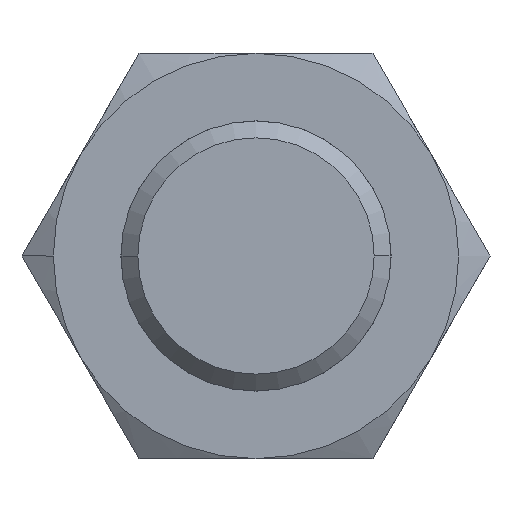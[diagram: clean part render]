
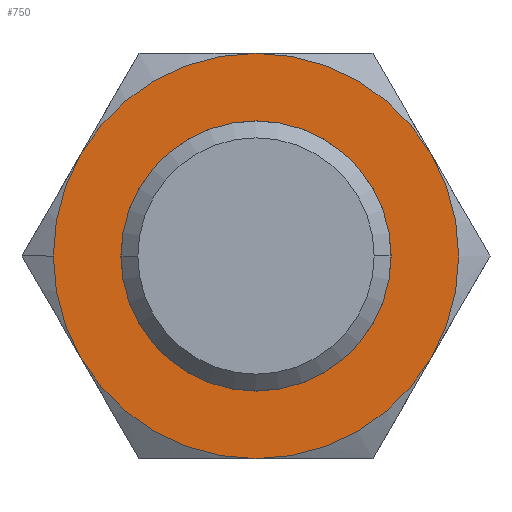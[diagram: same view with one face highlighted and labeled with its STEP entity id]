
A CAD part, front view. The second image highlights one B-rep face of the part: STEP entity #750.
In plain terms, the highlighted planar face has unit normal (0, -1, 0).
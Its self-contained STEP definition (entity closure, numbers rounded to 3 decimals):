
#15 = PLANE ( 'NONE',  #106 ) ;
#41 = CIRCLE ( 'NONE', #537, 12. ) ;
#44 = EDGE_CURVE ( 'NONE', #602, #703, #332, .T. ) ;
#47 = DIRECTION ( 'NONE',  ( -1., 0., 0. ) ) ;
#58 = CIRCLE ( 'NONE', #535, 8. ) ;
#72 = ORIENTED_EDGE ( 'NONE', *, *, #190, .T. ) ;
#80 = CARTESIAN_POINT ( 'NONE',  ( 0., 0., 0. ) ) ;
#84 = FACE_BOUND ( 'NONE', #139, .T. ) ;
#94 = DIRECTION ( 'NONE',  ( 0., 1., 0. ) ) ;
#106 = AXIS2_PLACEMENT_3D ( 'NONE', #898, #592, #232 ) ;
#118 = CIRCLE ( 'NONE', #285, 8. ) ;
#134 = ORIENTED_EDGE ( 'NONE', *, *, #556, .F. ) ;
#137 = CIRCLE ( 'NONE', #334, 12. ) ;
#139 = EDGE_LOOP ( 'NONE', ( #385, #72 ) ) ;
#155 = VERTEX_POINT ( 'NONE', #801 ) ;
#163 = DIRECTION ( 'NONE',  ( -1., 0., 0. ) ) ;
#167 = AXIS2_PLACEMENT_3D ( 'NONE', #178, #182, #479 ) ;
#168 = CIRCLE ( 'NONE', #916, 12. ) ;
#178 = CARTESIAN_POINT ( 'NONE',  ( 0., 0., 0. ) ) ;
#182 = DIRECTION ( 'NONE',  ( 0., 1., 0. ) ) ;
#190 = EDGE_CURVE ( 'NONE', #880, #639, #118, .T. ) ;
#195 = DIRECTION ( 'NONE',  ( 0., 1., 0. ) ) ;
#232 = DIRECTION ( 'NONE',  ( -1., 0., 0. ) ) ;
#243 = CARTESIAN_POINT ( 'NONE',  ( 0., 0., 0. ) ) ;
#251 = DIRECTION ( 'NONE',  ( -1., 0., 0. ) ) ;
#267 = CARTESIAN_POINT ( 'NONE',  ( 0., 0., 0. ) ) ;
#273 = DIRECTION ( 'NONE',  ( 0., 1., 0. ) ) ;
#274 = ORIENTED_EDGE ( 'NONE', *, *, #401, .F. ) ;
#277 = EDGE_CURVE ( 'NONE', #818, #533, #137, .T. ) ;
#285 = AXIS2_PLACEMENT_3D ( 'NONE', #267, #273, #574 ) ;
#314 = CARTESIAN_POINT ( 'NONE',  ( 0., 0., 12. ) ) ;
#316 = CARTESIAN_POINT ( 'NONE',  ( 0., 0., 0. ) ) ;
#326 = CARTESIAN_POINT ( 'NONE',  ( 0., 0., 0. ) ) ;
#332 = CIRCLE ( 'NONE', #752, 12. ) ;
#334 = AXIS2_PLACEMENT_3D ( 'NONE', #243, #94, #904 ) ;
#338 = CARTESIAN_POINT ( 'NONE',  ( 0., 0., 0. ) ) ;
#350 = EDGE_CURVE ( 'NONE', #639, #880, #58, .T. ) ;
#354 = ORIENTED_EDGE ( 'NONE', *, *, #783, .F. ) ;
#385 = ORIENTED_EDGE ( 'NONE', *, *, #350, .T. ) ;
#387 = DIRECTION ( 'NONE',  ( 0., 1., 0. ) ) ;
#394 = DIRECTION ( 'NONE',  ( -1., 0., 0. ) ) ;
#401 = EDGE_CURVE ( 'NONE', #155, #602, #956, .T. ) ;
#417 = DIRECTION ( 'NONE',  ( 0., 1., 0. ) ) ;
#425 = ORIENTED_EDGE ( 'NONE', *, *, #897, .F. ) ;
#441 = AXIS2_PLACEMENT_3D ( 'NONE', #316, #387, #614 ) ;
#466 = DIRECTION ( 'NONE',  ( 0., 1., 0. ) ) ;
#479 = DIRECTION ( 'NONE',  ( -1., 0., 0. ) ) ;
#487 = CIRCLE ( 'NONE', #167, 12. ) ;
#519 = EDGE_LOOP ( 'NONE', ( #425, #771, #862, #354, #524, #274, #134 ) ) ;
#524 = ORIENTED_EDGE ( 'NONE', *, *, #44, .F. ) ;
#533 = VERTEX_POINT ( 'NONE', #922 ) ;
#535 = AXIS2_PLACEMENT_3D ( 'NONE', #825, #466, #163 ) ;
#537 = AXIS2_PLACEMENT_3D ( 'NONE', #917, #417, #47 ) ;
#556 = EDGE_CURVE ( 'NONE', #797, #155, #487, .T. ) ;
#569 = CARTESIAN_POINT ( 'NONE',  ( -8., 0., 0. ) ) ;
#574 = DIRECTION ( 'NONE',  ( -1., 0., 0. ) ) ;
#583 = CIRCLE ( 'NONE', #885, 12. ) ;
#592 = DIRECTION ( 'NONE',  ( 0., 1., 0. ) ) ;
#596 = DIRECTION ( 'NONE',  ( 0., 1., 0. ) ) ;
#602 = VERTEX_POINT ( 'NONE', #791 ) ;
#604 = CARTESIAN_POINT ( 'NONE',  ( 0., 0., -12. ) ) ;
#607 = FACE_OUTER_BOUND ( 'NONE', #519, .T. ) ;
#614 = DIRECTION ( 'NONE',  ( -1., 0., 0. ) ) ;
#626 = DIRECTION ( 'NONE',  ( 0., 1., 0. ) ) ;
#639 = VERTEX_POINT ( 'NONE', #569 ) ;
#703 = VERTEX_POINT ( 'NONE', #604 ) ;
#750 = ADVANCED_FACE ( 'NONE', ( #607, #84 ), #15, .F. ) ;
#752 = AXIS2_PLACEMENT_3D ( 'NONE', #326, #626, #251 ) ;
#771 = ORIENTED_EDGE ( 'NONE', *, *, #277, .F. ) ;
#783 = EDGE_CURVE ( 'NONE', #703, #905, #41, .T. ) ;
#791 = CARTESIAN_POINT ( 'NONE',  ( 10.392, 0., -6. ) ) ;
#797 = VERTEX_POINT ( 'NONE', #314 ) ;
#801 = CARTESIAN_POINT ( 'NONE',  ( 10.392, 0., 6. ) ) ;
#818 = VERTEX_POINT ( 'NONE', #863 ) ;
#825 = CARTESIAN_POINT ( 'NONE',  ( 0., 0., 0. ) ) ;
#835 = EDGE_CURVE ( 'NONE', #905, #818, #583, .T. ) ;
#859 = CARTESIAN_POINT ( 'NONE',  ( 8., 0., 0. ) ) ;
#862 = ORIENTED_EDGE ( 'NONE', *, *, #835, .F. ) ;
#863 = CARTESIAN_POINT ( 'NONE',  ( -12., 0., 0. ) ) ;
#880 = VERTEX_POINT ( 'NONE', #859 ) ;
#885 = AXIS2_PLACEMENT_3D ( 'NONE', #338, #195, #394 ) ;
#891 = CARTESIAN_POINT ( 'NONE',  ( -10.392, 0., -6. ) ) ;
#897 = EDGE_CURVE ( 'NONE', #533, #797, #168, .T. ) ;
#898 = CARTESIAN_POINT ( 'NONE',  ( 12., 0., 0. ) ) ;
#902 = DIRECTION ( 'NONE',  ( -1., 0., 0. ) ) ;
#904 = DIRECTION ( 'NONE',  ( -1., 0., 0. ) ) ;
#905 = VERTEX_POINT ( 'NONE', #891 ) ;
#916 = AXIS2_PLACEMENT_3D ( 'NONE', #80, #596, #902 ) ;
#917 = CARTESIAN_POINT ( 'NONE',  ( 0., 0., 0. ) ) ;
#922 = CARTESIAN_POINT ( 'NONE',  ( -10.392, 0., 6. ) ) ;
#956 = CIRCLE ( 'NONE', #441, 12. ) ;
